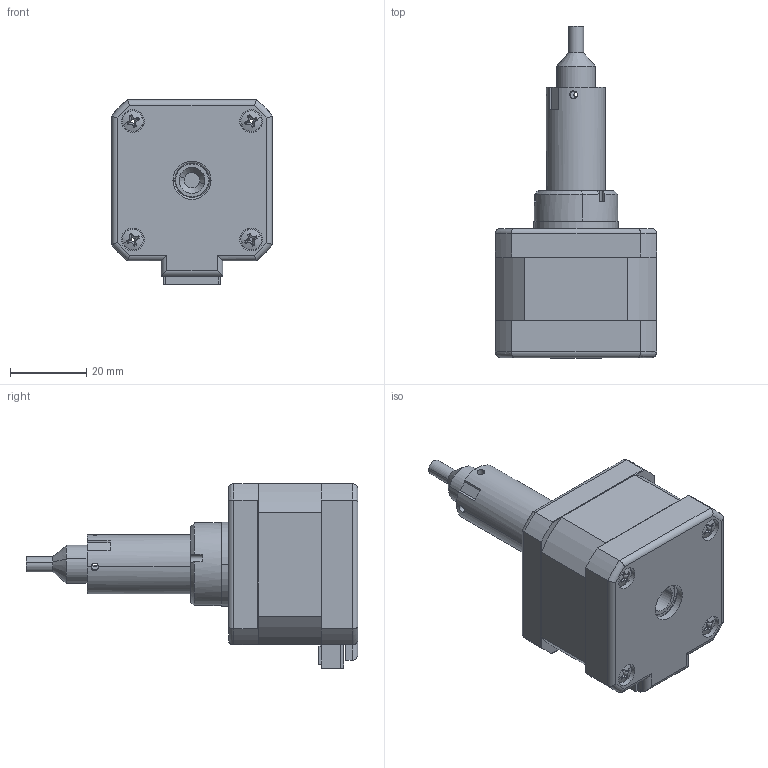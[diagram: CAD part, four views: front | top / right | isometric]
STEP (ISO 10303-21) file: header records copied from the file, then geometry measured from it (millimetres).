
FILE_DESCRIPTION (( 'STEP AP203' ), '1' );
FILE_NAME ('LC174S-E06127-25-S-100.STEP', '2019-02-28T08:33:07', ( 'Sky123.Org' ), ( 'Sky123.Org' ), 'SwSTEP 2.0', 'SolidWorks 2014', '' );
FILE_SCHEMA (( 'CONFIG_CONTROL_DESIGN' ));
Length unit declared in the file: millimetre
Products named in the file (1): LC174S-E06127-25-S-100
Bounding box: 42.2 x 86.9 x 48.3 mm (x, y, z)
Surface area: 16799 mm2 (no closed solid volume)
Topology: 0 solids, 19 shells, 315 faces, 1997 edges, 1695 vertices
Faces by surface type: plane 183, cylinder 68, cone 44, torus 12, sphere 8
Entity records: 20475 total; most frequent: CARTESIAN_POINT 5028, DIRECTION 3344, ORIENTED_EDGE 2758, EDGE_CURVE 1997, VERTEX_POINT 1695, AXIS2_PLACEMENT_3D 1187, LINE 970, VECTOR 970
